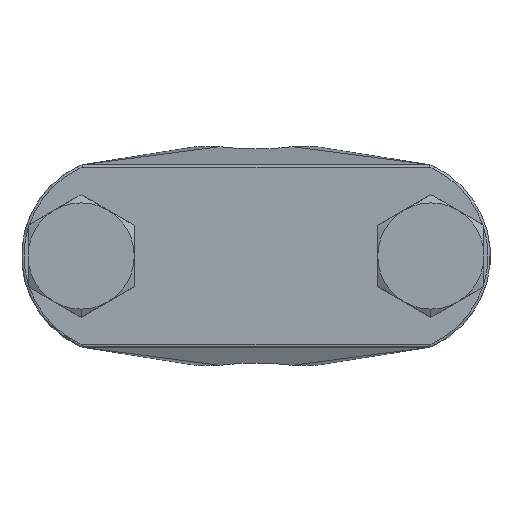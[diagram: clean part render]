
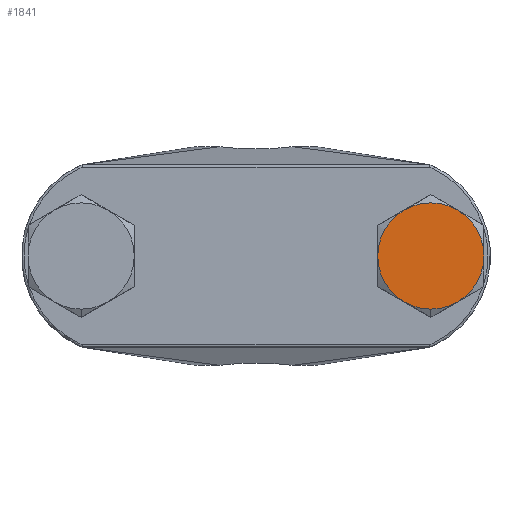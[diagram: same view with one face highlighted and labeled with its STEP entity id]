
A CAD part, front view. The second image highlights one B-rep face of the part: STEP entity #1841.
In plain terms, the highlighted planar face has unit normal (0, -1, 0).
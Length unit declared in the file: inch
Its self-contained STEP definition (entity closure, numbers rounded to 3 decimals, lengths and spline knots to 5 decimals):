
#96 = ORIENTED_EDGE ( 'NONE', *, *, #831, .T. ) ;
#133 = DIRECTION ( 'NONE',  ( 0., -1., 0. ) ) ;
#185 = VERTEX_POINT ( 'NONE', #186 ) ;
#186 = CARTESIAN_POINT ( 'NONE',  ( 0.82938, -0.2763, 0.18944 ) ) ;
#214 = DIRECTION ( 'NONE',  ( 0., -1., 0. ) ) ;
#456 = AXIS2_PLACEMENT_3D ( 'NONE', #1760, #2104, #3362 ) ;
#633 = CARTESIAN_POINT ( 'NONE',  ( 0.72, -0.2763, 0. ) ) ;
#681 = AXIS2_PLACEMENT_3D ( 'NONE', #1378, #3322, #4896 ) ;
#696 = EDGE_CURVE ( 'NONE', #2569, #3209, #2909, .T. ) ;
#831 = EDGE_CURVE ( 'NONE', #4491, #185, #4020, .T. ) ;
#886 = DIRECTION ( 'NONE',  ( 0., 0., -1. ) ) ;
#891 = DIRECTION ( 'NONE',  ( 0., -1., 0. ) ) ;
#933 = DIRECTION ( 'NONE',  ( 0., 0., -1. ) ) ;
#1108 = DIRECTION ( 'NONE',  ( 0., 0., -1. ) ) ;
#1250 = AXIS2_PLACEMENT_3D ( 'NONE', #4866, #4100, #933 ) ;
#1317 = VERTEX_POINT ( 'NONE', #2780 ) ;
#1378 = CARTESIAN_POINT ( 'NONE',  ( 0.72, -0.2763, 0. ) ) ;
#1591 = ORIENTED_EDGE ( 'NONE', *, *, #1804, .T. ) ;
#1647 = AXIS2_PLACEMENT_3D ( 'NONE', #2537, #3687, #4114 ) ;
#1722 = PLANE ( 'NONE',  #456 ) ;
#1726 = EDGE_CURVE ( 'NONE', #3209, #1317, #2808, .T. ) ;
#1760 = CARTESIAN_POINT ( 'NONE',  ( 0., -0.2763, 0. ) ) ;
#1804 = EDGE_CURVE ( 'NONE', #1317, #2776, #4870, .T. ) ;
#1841 = ADVANCED_FACE ( 'NONE', ( #3709 ), #1722, .T. ) ;
#1884 = VERTEX_POINT ( 'NONE', #2934 ) ;
#1910 = ORIENTED_EDGE ( 'NONE', *, *, #2902, .T. ) ;
#2076 = CIRCLE ( 'NONE', #4443, 0.21875 ) ;
#2104 = DIRECTION ( 'NONE',  ( 0., -1., 0. ) ) ;
#2247 = AXIS2_PLACEMENT_3D ( 'NONE', #4568, #214, #4175 ) ;
#2445 = CARTESIAN_POINT ( 'NONE',  ( 0.72, -0.2763, 0. ) ) ;
#2537 = CARTESIAN_POINT ( 'NONE',  ( 0.72, -0.2763, 0. ) ) ;
#2569 = VERTEX_POINT ( 'NONE', #3274 ) ;
#2738 = CARTESIAN_POINT ( 'NONE',  ( 0.93875, -0.2763, 0. ) ) ;
#2776 = VERTEX_POINT ( 'NONE', #4641 ) ;
#2780 = CARTESIAN_POINT ( 'NONE',  ( 0.72, -0.2763, -0.21875 ) ) ;
#2808 = CIRCLE ( 'NONE', #4318, 0.21875 ) ;
#2834 = CARTESIAN_POINT ( 'NONE',  ( 0.72, -0.2763, 0. ) ) ;
#2849 = DIRECTION ( 'NONE',  ( 0., 0., -1. ) ) ;
#2902 = EDGE_CURVE ( 'NONE', #2776, #4491, #4880, .T. ) ;
#2909 = CIRCLE ( 'NONE', #1647, 0.21875 ) ;
#2934 = CARTESIAN_POINT ( 'NONE',  ( 0.61062, -0.2763, 0.18944 ) ) ;
#3172 = ORIENTED_EDGE ( 'NONE', *, *, #1726, .T. ) ;
#3209 = VERTEX_POINT ( 'NONE', #4186 ) ;
#3274 = CARTESIAN_POINT ( 'NONE',  ( 0.50125, -0.2763, 0. ) ) ;
#3317 = EDGE_LOOP ( 'NONE', ( #3172, #1591, #1910, #96, #4420, #3456, #3512 ) ) ;
#3322 = DIRECTION ( 'NONE',  ( 0., -1., 0. ) ) ;
#3362 = DIRECTION ( 'NONE',  ( 0., 0., -1. ) ) ;
#3437 = EDGE_CURVE ( 'NONE', #185, #1884, #4657, .T. ) ;
#3456 = ORIENTED_EDGE ( 'NONE', *, *, #4099, .T. ) ;
#3512 = ORIENTED_EDGE ( 'NONE', *, *, #696, .T. ) ;
#3687 = DIRECTION ( 'NONE',  ( 0., -1., 0. ) ) ;
#3709 = FACE_OUTER_BOUND ( 'NONE', #3317, .T. ) ;
#4020 = CIRCLE ( 'NONE', #2247, 0.21875 ) ;
#4099 = EDGE_CURVE ( 'NONE', #1884, #2569, #2076, .T. ) ;
#4100 = DIRECTION ( 'NONE',  ( 0., -1., 0. ) ) ;
#4109 = AXIS2_PLACEMENT_3D ( 'NONE', #2834, #891, #2849 ) ;
#4114 = DIRECTION ( 'NONE',  ( 0., 0., -1. ) ) ;
#4175 = DIRECTION ( 'NONE',  ( 0., 0., -1. ) ) ;
#4186 = CARTESIAN_POINT ( 'NONE',  ( 0.61062, -0.2763, -0.18944 ) ) ;
#4249 = DIRECTION ( 'NONE',  ( 0., -1., 0. ) ) ;
#4318 = AXIS2_PLACEMENT_3D ( 'NONE', #2445, #133, #886 ) ;
#4420 = ORIENTED_EDGE ( 'NONE', *, *, #3437, .T. ) ;
#4443 = AXIS2_PLACEMENT_3D ( 'NONE', #633, #4249, #1108 ) ;
#4491 = VERTEX_POINT ( 'NONE', #2738 ) ;
#4568 = CARTESIAN_POINT ( 'NONE',  ( 0.72, -0.2763, 0. ) ) ;
#4641 = CARTESIAN_POINT ( 'NONE',  ( 0.82938, -0.2763, -0.18944 ) ) ;
#4657 = CIRCLE ( 'NONE', #4109, 0.21875 ) ;
#4866 = CARTESIAN_POINT ( 'NONE',  ( 0.72, -0.2763, 0. ) ) ;
#4870 = CIRCLE ( 'NONE', #681, 0.21875 ) ;
#4880 = CIRCLE ( 'NONE', #1250, 0.21875 ) ;
#4896 = DIRECTION ( 'NONE',  ( 0., 0., -1. ) ) ;
